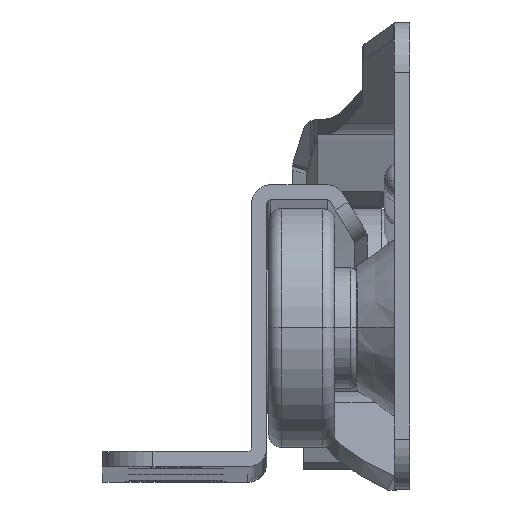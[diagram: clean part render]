
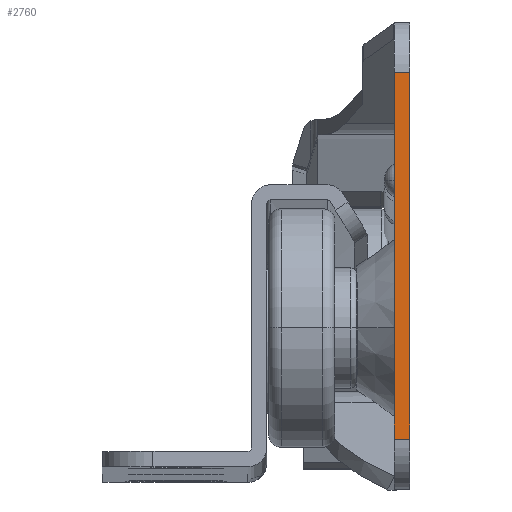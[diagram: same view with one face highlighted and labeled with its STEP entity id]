
A CAD part, top view. The second image highlights one B-rep face of the part: STEP entity #2760.
In plain terms, the highlighted planar face has unit normal (0, 0, 1).
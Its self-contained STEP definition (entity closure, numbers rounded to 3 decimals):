
#179 = LINE ( 'NONE', #11963, #11064 ) ;
#495 = CARTESIAN_POINT ( 'NONE',  ( 0., -18., 0. ) ) ;
#759 = VECTOR ( 'NONE', #4331, 1000. ) ;
#1065 = DIRECTION ( 'NONE',  ( -1., 0., 0. ) ) ;
#1117 = LINE ( 'NONE', #5376, #759 ) ;
#1406 = DIRECTION ( 'NONE',  ( 0., 0., 1. ) ) ;
#1992 = VERTEX_POINT ( 'NONE', #4545 ) ;
#2521 = LINE ( 'NONE', #495, #11015 ) ;
#2760 = ADVANCED_FACE ( 'NONE', ( #8870 ), #6779, .T. ) ;
#3236 = CARTESIAN_POINT ( 'NONE',  ( 0., -14., 0. ) ) ;
#3352 = CARTESIAN_POINT ( 'NONE',  ( -1.2, -18., 0. ) ) ;
#3378 = VERTEX_POINT ( 'NONE', #3236 ) ;
#3673 = ORIENTED_EDGE ( 'NONE', *, *, #9593, .T. ) ;
#4331 = DIRECTION ( 'NONE',  ( 1., 0., 0. ) ) ;
#4545 = CARTESIAN_POINT ( 'NONE',  ( -1.2, 15., 0. ) ) ;
#4709 = VERTEX_POINT ( 'NONE', #13184 ) ;
#5376 = CARTESIAN_POINT ( 'NONE',  ( -1.2, -14., 0. ) ) ;
#6732 = ORIENTED_EDGE ( 'NONE', *, *, #13582, .F. ) ;
#6779 = PLANE ( 'NONE',  #11176 ) ;
#8870 = FACE_OUTER_BOUND ( 'NONE', #10793, .T. ) ;
#9266 = ORIENTED_EDGE ( 'NONE', *, *, #9704, .T. ) ;
#9511 = CARTESIAN_POINT ( 'NONE',  ( -1.2, 15., 0. ) ) ;
#9593 = EDGE_CURVE ( 'NONE', #11262, #1992, #13665, .T. ) ;
#9704 = EDGE_CURVE ( 'NONE', #4709, #3378, #1117, .T. ) ;
#9928 = DIRECTION ( 'NONE',  ( 0., -1., 0. ) ) ;
#10319 = EDGE_CURVE ( 'NONE', #1992, #4709, #179, .T. ) ;
#10578 = ORIENTED_EDGE ( 'NONE', *, *, #10319, .T. ) ;
#10793 = EDGE_LOOP ( 'NONE', ( #10578, #9266, #6732, #3673 ) ) ;
#11015 = VECTOR ( 'NONE', #9928, 1000. ) ;
#11064 = VECTOR ( 'NONE', #12788, 1000. ) ;
#11176 = AXIS2_PLACEMENT_3D ( 'NONE', #3352, #1406, #13119 ) ;
#11262 = VERTEX_POINT ( 'NONE', #13733 ) ;
#11963 = CARTESIAN_POINT ( 'NONE',  ( -1.2, -18., 0. ) ) ;
#12788 = DIRECTION ( 'NONE',  ( 0., -1., 0. ) ) ;
#13119 = DIRECTION ( 'NONE',  ( 1., 0., 0. ) ) ;
#13184 = CARTESIAN_POINT ( 'NONE',  ( -1.2, -14., 0. ) ) ;
#13582 = EDGE_CURVE ( 'NONE', #11262, #3378, #2521, .T. ) ;
#13665 = LINE ( 'NONE', #9511, #13681 ) ;
#13681 = VECTOR ( 'NONE', #1065, 1000. ) ;
#13733 = CARTESIAN_POINT ( 'NONE',  ( 0., 15., 0. ) ) ;
